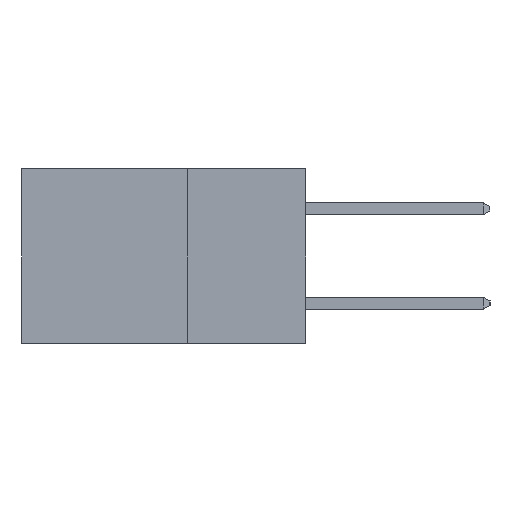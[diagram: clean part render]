
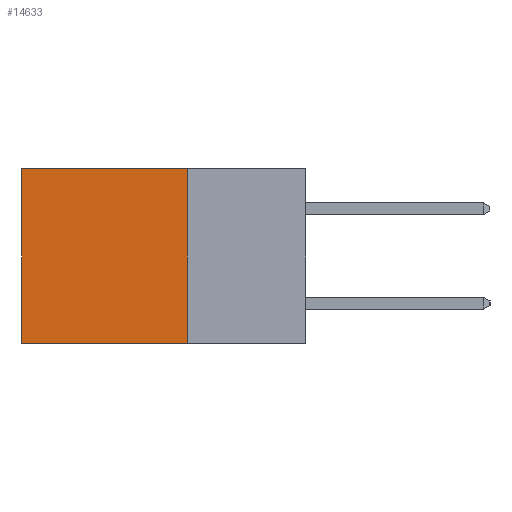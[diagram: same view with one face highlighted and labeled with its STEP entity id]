
A CAD part, left-side view. The second image highlights one B-rep face of the part: STEP entity #14633.
In plain terms, the highlighted planar face has unit normal (-1, 0, 0).
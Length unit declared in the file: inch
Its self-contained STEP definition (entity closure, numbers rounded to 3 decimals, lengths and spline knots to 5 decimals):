
#1198 = VERTEX_POINT ( 'NONE', #10516 ) ;
#1415 = CARTESIAN_POINT ( 'NONE',  ( 0.2615, 0.25, -0.37 ) ) ;
#1666 = EDGE_CURVE ( 'NONE', #1198, #8650, #14924, .T. ) ;
#2141 = VECTOR ( 'NONE', #4653, 39.37008 ) ;
#4364 = CARTESIAN_POINT ( 'NONE',  ( 0.2615, 0.6, -0.37 ) ) ;
#4495 = CARTESIAN_POINT ( 'NONE',  ( 0.2615, 0.25, -0.37 ) ) ;
#4653 = DIRECTION ( 'NONE',  ( 0., 1., 0. ) ) ;
#4855 = DIRECTION ( 'NONE',  ( 0., 1., 0. ) ) ;
#5529 = DIRECTION ( 'NONE',  ( 0., 0., -1. ) ) ;
#6054 = LINE ( 'NONE', #4495, #19096 ) ;
#6155 = LINE ( 'NONE', #12997, #2141 ) ;
#6485 = FACE_OUTER_BOUND ( 'NONE', #16471, .T. ) ;
#7603 = AXIS2_PLACEMENT_3D ( 'NONE', #12155, #15404, #5529 ) ;
#8305 = VECTOR ( 'NONE', #4855, 39.37008 ) ;
#8479 = DIRECTION ( 'NONE',  ( 0., 0., -1. ) ) ;
#8650 = VERTEX_POINT ( 'NONE', #16723 ) ;
#9640 = EDGE_CURVE ( 'NONE', #17958, #21033, #6054, .T. ) ;
#10022 = CARTESIAN_POINT ( 'NONE',  ( 0.2615, 0.25, -0.37 ) ) ;
#10516 = CARTESIAN_POINT ( 'NONE',  ( 0.2615, 0.6, 0. ) ) ;
#12155 = CARTESIAN_POINT ( 'NONE',  ( 0.2615, 0.25, -0.37 ) ) ;
#12199 = LINE ( 'NONE', #1415, #8305 ) ;
#12384 = ORIENTED_EDGE ( 'NONE', *, *, #9640, .F. ) ;
#12997 = CARTESIAN_POINT ( 'NONE',  ( 0.2615, 0.25, 0. ) ) ;
#13703 = ORIENTED_EDGE ( 'NONE', *, *, #19102, .T. ) ;
#13791 = PLANE ( 'NONE',  #7603 ) ;
#14372 = EDGE_CURVE ( 'NONE', #21033, #8650, #12199, .T. ) ;
#14633 = ADVANCED_FACE ( 'NONE', ( #6485 ), #13791, .F. ) ;
#14924 = LINE ( 'NONE', #4364, #19225 ) ;
#15404 = DIRECTION ( 'NONE',  ( 1., 0., 0. ) ) ;
#15721 = ORIENTED_EDGE ( 'NONE', *, *, #14372, .F. ) ;
#15905 = ORIENTED_EDGE ( 'NONE', *, *, #1666, .T. ) ;
#16471 = EDGE_LOOP ( 'NONE', ( #15905, #15721, #12384, #13703 ) ) ;
#16723 = CARTESIAN_POINT ( 'NONE',  ( 0.2615, 0.6, -0.37 ) ) ;
#17679 = DIRECTION ( 'NONE',  ( 0., 0., -1. ) ) ;
#17958 = VERTEX_POINT ( 'NONE', #18383 ) ;
#18383 = CARTESIAN_POINT ( 'NONE',  ( 0.2615, 0.25, 0. ) ) ;
#19096 = VECTOR ( 'NONE', #17679, 39.37008 ) ;
#19102 = EDGE_CURVE ( 'NONE', #17958, #1198, #6155, .T. ) ;
#19225 = VECTOR ( 'NONE', #8479, 39.37008 ) ;
#21033 = VERTEX_POINT ( 'NONE', #10022 ) ;
